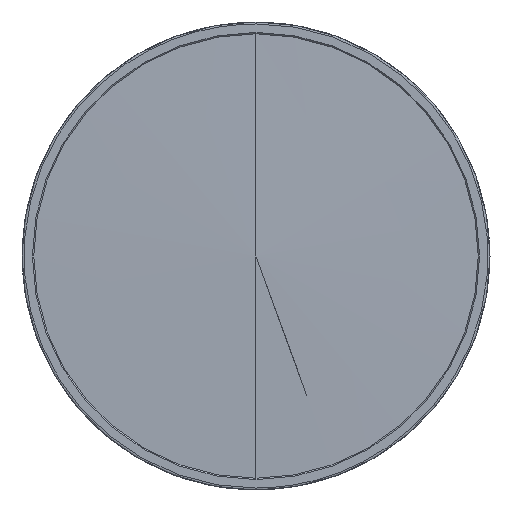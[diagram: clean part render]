
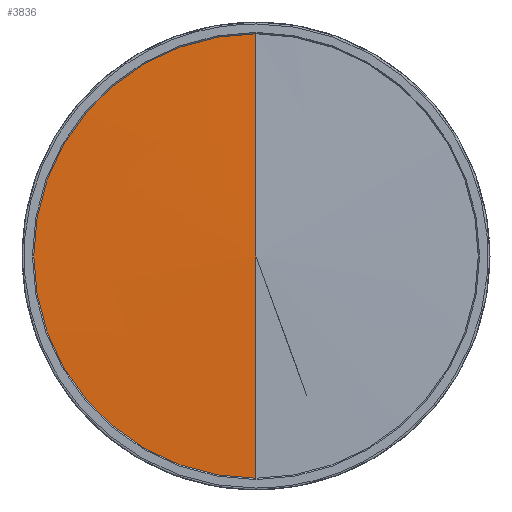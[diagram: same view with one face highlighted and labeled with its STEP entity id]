
A CAD part, left-side view. The second image highlights one B-rep face of the part: STEP entity #3836.
In plain terms, the highlighted conical face has half-angle 88.824 degrees and reference radius 174.608 mm.
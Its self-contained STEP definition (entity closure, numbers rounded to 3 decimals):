
#530 = CIRCLE ( 'NONE', #4164, 170. ) ;
#872 = VECTOR ( 'NONE', #3812, 1000. ) ;
#1189 = DIRECTION ( 'NONE',  ( 1., 0., 0. ) ) ;
#1289 = CARTESIAN_POINT ( 'NONE',  ( 3.49, 0., -170. ) ) ;
#1349 = CARTESIAN_POINT ( 'NONE',  ( 3.584, 0., -174.608 ) ) ;
#1388 = VERTEX_POINT ( 'NONE', #2527 ) ;
#1416 = DIRECTION ( 'NONE',  ( 1., 0., 0. ) ) ;
#1658 = CARTESIAN_POINT ( 'NONE',  ( 3.584, 0., 174.608 ) ) ;
#1951 = LINE ( 'NONE', #1658, #872 ) ;
#2336 = DIRECTION ( 'NONE',  ( 0., 0., -1. ) ) ;
#2527 = CARTESIAN_POINT ( 'NONE',  ( 3.49, 0., 170. ) ) ;
#2556 = ORIENTED_EDGE ( 'NONE', *, *, #3734, .T. ) ;
#2653 = AXIS2_PLACEMENT_3D ( 'NONE', #7128, #1416, #4275 ) ;
#3047 = DIRECTION ( 'NONE',  ( 1., 0., 0. ) ) ;
#3327 = ORIENTED_EDGE ( 'NONE', *, *, #5051, .F. ) ;
#3593 = EDGE_CURVE ( 'NONE', #5506, #1388, #530, .T. ) ;
#3653 = ORIENTED_EDGE ( 'NONE', *, *, #3593, .F. ) ;
#3734 = EDGE_CURVE ( 'NONE', #6047, #1388, #1951, .T. ) ;
#3741 = CARTESIAN_POINT ( 'NONE',  ( 3.584, 0., 0. ) ) ;
#3812 = DIRECTION ( 'NONE',  ( 0.021, 0., 1. ) ) ;
#3836 = ADVANCED_FACE ( 'NONE', ( #7679 ), #5365, .T. ) ;
#3999 = DIRECTION ( 'NONE',  ( 0., 0., -1. ) ) ;
#4164 = AXIS2_PLACEMENT_3D ( 'NONE', #7493, #1189, #3999 ) ;
#4225 = CIRCLE ( 'NONE', #2653, 170. ) ;
#4275 = DIRECTION ( 'NONE',  ( 0., 0., -1. ) ) ;
#5051 = EDGE_CURVE ( 'NONE', #7194, #5506, #4225, .T. ) ;
#5198 = EDGE_LOOP ( 'NONE', ( #7433, #2556, #3653, #3327 ) ) ;
#5365 = CONICAL_SURFACE ( 'NONE', #6605, 174.608, 1.55 ) ;
#5395 = DIRECTION ( 'NONE',  ( 0.021, 0., -1. ) ) ;
#5506 = VERTEX_POINT ( 'NONE', #5748 ) ;
#5748 = CARTESIAN_POINT ( 'NONE',  ( 3.49, 170., 0. ) ) ;
#6047 = VERTEX_POINT ( 'NONE', #7168 ) ;
#6605 = AXIS2_PLACEMENT_3D ( 'NONE', #3741, #3047, #2336 ) ;
#6889 = LINE ( 'NONE', #1349, #8782 ) ;
#7128 = CARTESIAN_POINT ( 'NONE',  ( 3.49, 0., 0. ) ) ;
#7168 = CARTESIAN_POINT ( 'NONE',  ( 0., 0., 0. ) ) ;
#7194 = VERTEX_POINT ( 'NONE', #1289 ) ;
#7433 = ORIENTED_EDGE ( 'NONE', *, *, #8360, .F. ) ;
#7493 = CARTESIAN_POINT ( 'NONE',  ( 3.49, 0., 0. ) ) ;
#7679 = FACE_OUTER_BOUND ( 'NONE', #5198, .T. ) ;
#8360 = EDGE_CURVE ( 'NONE', #6047, #7194, #6889, .T. ) ;
#8782 = VECTOR ( 'NONE', #5395, 1000. ) ;
